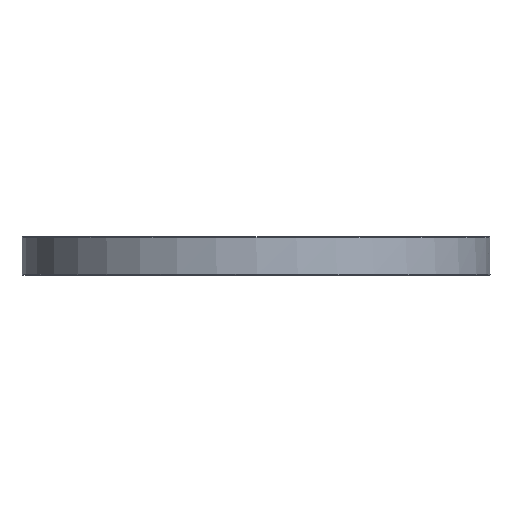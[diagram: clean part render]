
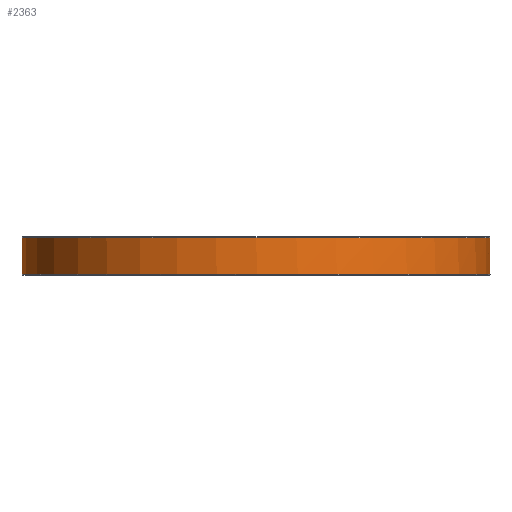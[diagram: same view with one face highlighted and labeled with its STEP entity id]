
A CAD part, front view. The second image highlights one B-rep face of the part: STEP entity #2363.
In plain terms, the highlighted cylindrical face has radius 152.5 mm (diameter 305 mm), a full revolution.
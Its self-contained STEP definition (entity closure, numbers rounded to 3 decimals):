
#643=CARTESIAN_POINT('',(152.491,-1.658,24.5));
#644=VERTEX_POINT('',#643);
#660=CARTESIAN_POINT('',(152.491,1.658,24.5));
#661=VERTEX_POINT('',#660);
#662=CARTESIAN_POINT('',(152.491,1.658,24.5));
#663=CARTESIAN_POINT('',(152.494,1.397,24.327));
#664=CARTESIAN_POINT('',(152.496,1.103,24.192));
#665=CARTESIAN_POINT('',(152.498,0.799,24.108));
#666=CARTESIAN_POINT('',(152.499,0.592,24.051));
#667=CARTESIAN_POINT('',(152.5,0.38,24.017));
#668=CARTESIAN_POINT('',(152.5,0.173,24.005));
#669=CARTESIAN_POINT('',(152.5,-0.003,23.995));
#670=CARTESIAN_POINT('',(152.5,-0.175,24.));
#671=CARTESIAN_POINT('',(152.5,-0.353,24.021));
#672=CARTESIAN_POINT('',(152.499,-0.747,24.068));
#673=CARTESIAN_POINT('',(152.496,-1.148,24.199));
#674=CARTESIAN_POINT('',(152.493,-1.499,24.401));
#675=CARTESIAN_POINT('',(152.492,-1.553,24.433));
#676=CARTESIAN_POINT('',(152.492,-1.606,24.466));
#677=CARTESIAN_POINT('',(152.491,-1.658,24.5));
#678=B_SPLINE_CURVE_WITH_KNOTS('',3,(#662,#663,#664,#665,#666,#667,#668,#669,#670,#671,#672,#673,#674,#675,#676,#677),.UNSPECIFIED.,.F.,.U.,(4,3,3,3,3,4),(1.188,1.278,1.339,1.391,1.506,1.524),.UNSPECIFIED.);
#679=EDGE_CURVE('',#661,#644,#678,.T.);
#1004=CARTESIAN_POINT('',(-152.491,1.658,24.5));
#1005=VERTEX_POINT('',#1004);
#1006=CARTESIAN_POINT('',(0.0,0.0,24.5));
#1007=DIRECTION('',(0.0,0.0,1.0));
#1008=DIRECTION('',(-1.0,0.0,0.0));
#1009=AXIS2_PLACEMENT_3D('',#1006,#1007,#1008);
#1010=CIRCLE('',#1009,152.5);
#1011=EDGE_CURVE('',#661,#1005,#1010,.T.);
#1039=CARTESIAN_POINT('',(-152.491,-1.658,24.5));
#1040=VERTEX_POINT('',#1039);
#1041=CARTESIAN_POINT('',(-152.491,-1.658,24.5));
#1042=CARTESIAN_POINT('',(-152.494,-1.397,24.327));
#1043=CARTESIAN_POINT('',(-152.496,-1.103,24.192));
#1044=CARTESIAN_POINT('',(-152.498,-0.799,24.108));
#1045=CARTESIAN_POINT('',(-152.499,-0.592,24.051));
#1046=CARTESIAN_POINT('',(-152.5,-0.38,24.017));
#1047=CARTESIAN_POINT('',(-152.5,-0.173,24.005));
#1048=CARTESIAN_POINT('',(-152.5,0.003,23.995));
#1049=CARTESIAN_POINT('',(-152.5,0.175,24.));
#1050=CARTESIAN_POINT('',(-152.5,0.353,24.021));
#1051=CARTESIAN_POINT('',(-152.499,0.747,24.068));
#1052=CARTESIAN_POINT('',(-152.496,1.148,24.199));
#1053=CARTESIAN_POINT('',(-152.493,1.499,24.401));
#1054=CARTESIAN_POINT('',(-152.492,1.553,24.433));
#1055=CARTESIAN_POINT('',(-152.492,1.606,24.466));
#1056=CARTESIAN_POINT('',(-152.491,1.658,24.5));
#1057=B_SPLINE_CURVE_WITH_KNOTS('',3,(#1041,#1042,#1043,#1044,#1045,#1046,#1047,#1048,#1049,#1050,#1051,#1052,#1053,#1054,#1055,#1056),.UNSPECIFIED.,.F.,.U.,(4,3,3,3,3,4),(0.284,0.374,0.435,0.487,0.602,0.62),.UNSPECIFIED.);
#1058=EDGE_CURVE('',#1040,#1005,#1057,.T.);
#2328=CARTESIAN_POINT('',(152.5,0.,0.5));
#2329=VERTEX_POINT('',#2328);
#2330=CARTESIAN_POINT('',(0.0,0.0,0.5));
#2331=DIRECTION('',(0.0,0.0,-1.0));
#2332=DIRECTION('',(-1.0,0.0,0.0));
#2333=AXIS2_PLACEMENT_3D('',#2330,#2331,#2332);
#2334=CIRCLE('',#2333,152.5);
#2335=EDGE_CURVE('',#2329,#2329,#2334,.T.);
#2343=CARTESIAN_POINT('',(0.0,0.0,0.0));
#2344=DIRECTION('',(0.0,0.0,1.0));
#2345=DIRECTION('',(-1.0,0.0,0.0));
#2346=AXIS2_PLACEMENT_3D('',#2343,#2344,#2345);
#2347=CYLINDRICAL_SURFACE('',#2346,152.5);
#2348=ORIENTED_EDGE('',*,*,#679,.T.);
#2349=CARTESIAN_POINT('',(0.0,0.0,24.5));
#2350=DIRECTION('',(0.0,0.0,1.0));
#2351=DIRECTION('',(-1.0,0.0,0.0));
#2352=AXIS2_PLACEMENT_3D('',#2349,#2350,#2351);
#2353=CIRCLE('',#2352,152.5);
#2354=EDGE_CURVE('',#1040,#644,#2353,.T.);
#2355=ORIENTED_EDGE('',*,*,#2354,.F.);
#2356=ORIENTED_EDGE('',*,*,#1058,.T.);
#2357=ORIENTED_EDGE('',*,*,#1011,.F.);
#2358=EDGE_LOOP('',(#2348,#2355,#2356,#2357));
#2359=FACE_OUTER_BOUND('',#2358,.T.);
#2360=ORIENTED_EDGE('',*,*,#2335,.F.);
#2361=EDGE_LOOP('',(#2360));
#2362=FACE_BOUND('',#2361,.T.);
#2363=ADVANCED_FACE('',(#2359,#2362),#2347,.T.);
